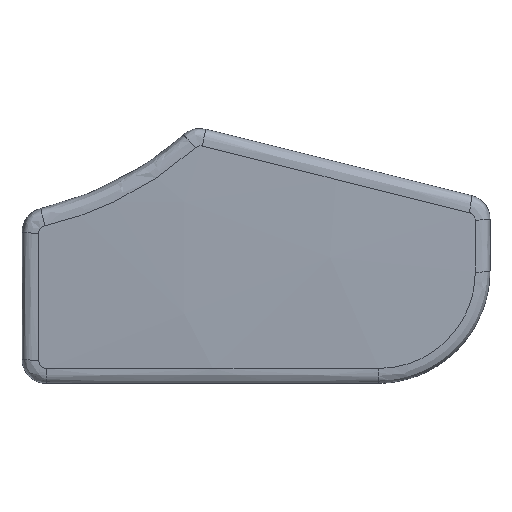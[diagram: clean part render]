
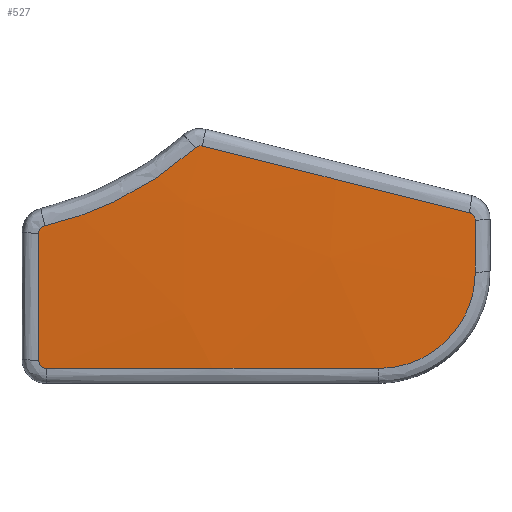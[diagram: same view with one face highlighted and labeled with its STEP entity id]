
A CAD part, top view. The second image highlights one B-rep face of the part: STEP entity #527.
In plain terms, the highlighted spherical face has radius 425 mm.
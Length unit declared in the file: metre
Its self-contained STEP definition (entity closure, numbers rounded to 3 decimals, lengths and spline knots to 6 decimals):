
#30=SPHERICAL_SURFACE('',#592,0.425);
#52=B_SPLINE_CURVE_WITH_KNOTS('',3,(#862,#863,#864,#865),.UNSPECIFIED.,
 .F.,.F.,(4,4),(0.,1.),.UNSPECIFIED.);
#53=B_SPLINE_CURVE_WITH_KNOTS('',3,(#868,#869,#870,#871),.UNSPECIFIED.,
 .F.,.F.,(4,4),(0.,1.),.UNSPECIFIED.);
#54=B_SPLINE_CURVE_WITH_KNOTS('',3,(#873,#874,#875,#876),.UNSPECIFIED.,
 .F.,.F.,(4,4),(0.,1.),.UNSPECIFIED.);
#55=B_SPLINE_CURVE_WITH_KNOTS('',3,(#878,#879,#880,#881,#882,#883),
 .UNSPECIFIED.,.F.,.F.,(4,1,1,4),(0.,0.25,0.5,1.),.UNSPECIFIED.);
#56=B_SPLINE_CURVE_WITH_KNOTS('',3,(#885,#886,#887,#888),.UNSPECIFIED.,
 .F.,.F.,(4,4),(0.,1.),.UNSPECIFIED.);
#57=B_SPLINE_CURVE_WITH_KNOTS('',3,(#890,#891,#892,#893),.UNSPECIFIED.,
 .F.,.F.,(4,4),(0.,1.),.UNSPECIFIED.);
#58=B_SPLINE_CURVE_WITH_KNOTS('',3,(#895,#896,#897,#898),.UNSPECIFIED.,
 .F.,.F.,(4,4),(0.,1.),.UNSPECIFIED.);
#59=B_SPLINE_CURVE_WITH_KNOTS('',3,(#900,#901,#902,#903),.UNSPECIFIED.,
 .F.,.F.,(4,4),(0.,1.),.UNSPECIFIED.);
#60=B_SPLINE_CURVE_WITH_KNOTS('',3,(#905,#906,#907,#908,#909,#910,#911),
 .UNSPECIFIED.,.F.,.F.,(4,1,1,1,4),(0.,0.25,0.5,0.75,1.),.UNSPECIFIED.);
#61=B_SPLINE_CURVE_WITH_KNOTS('',3,(#913,#914,#915,#916),.UNSPECIFIED.,
 .F.,.F.,(4,4),(0.,1.),.UNSPECIFIED.);
#142=ORIENTED_EDGE('',*,*,#284,.T.);
#143=ORIENTED_EDGE('',*,*,#285,.T.);
#144=ORIENTED_EDGE('',*,*,#286,.T.);
#145=ORIENTED_EDGE('',*,*,#287,.T.);
#146=ORIENTED_EDGE('',*,*,#288,.T.);
#147=ORIENTED_EDGE('',*,*,#289,.T.);
#148=ORIENTED_EDGE('',*,*,#290,.T.);
#149=ORIENTED_EDGE('',*,*,#291,.T.);
#150=ORIENTED_EDGE('',*,*,#292,.T.);
#151=ORIENTED_EDGE('',*,*,#293,.T.);
#284=EDGE_CURVE('',#350,#351,#52,.T.);
#285=EDGE_CURVE('',#351,#352,#53,.T.);
#286=EDGE_CURVE('',#352,#353,#54,.T.);
#287=EDGE_CURVE('',#353,#354,#55,.T.);
#288=EDGE_CURVE('',#354,#355,#56,.T.);
#289=EDGE_CURVE('',#355,#356,#57,.T.);
#290=EDGE_CURVE('',#356,#357,#58,.T.);
#291=EDGE_CURVE('',#357,#358,#59,.T.);
#292=EDGE_CURVE('',#358,#359,#60,.T.);
#293=EDGE_CURVE('',#359,#350,#61,.T.);
#350=VERTEX_POINT('',#866);
#351=VERTEX_POINT('',#867);
#352=VERTEX_POINT('',#872);
#353=VERTEX_POINT('',#877);
#354=VERTEX_POINT('',#884);
#355=VERTEX_POINT('',#889);
#356=VERTEX_POINT('',#894);
#357=VERTEX_POINT('',#899);
#358=VERTEX_POINT('',#904);
#359=VERTEX_POINT('',#912);
#433=EDGE_LOOP('',(#142,#143,#144,#145,#146,#147,#148,#149,#150,#151));
#477=FACE_BOUND('',#433,.T.);
#527=ADVANCED_FACE('',(#477),#30,.T.);
#592=AXIS2_PLACEMENT_3D('',#861,#683,#684);
#683=DIRECTION('',(1.,0.,0.));
#684=DIRECTION('',(0.,0.,1.));
#861=CARTESIAN_POINT('',(0.038795,-0.00334,-0.386461));
#862=CARTESIAN_POINT('',(0.083959,-0.032767,0.035107));
#863=CARTESIAN_POINT('',(0.083959,-0.032445,0.035129));
#864=CARTESIAN_POINT('',(0.08374,-0.032164,0.035172));
#865=CARTESIAN_POINT('',(0.083427,-0.032086,0.03521));
#866=CARTESIAN_POINT('',(0.083959,-0.032767,0.035107));
#867=CARTESIAN_POINT('',(0.083427,-0.032086,0.03521));
#868=CARTESIAN_POINT('',(0.083427,-0.032086,0.03521));
#869=CARTESIAN_POINT('',(0.075879,-0.030204,0.036138));
#870=CARTESIAN_POINT('',(0.067814,-0.028193,0.036911));
#871=CARTESIAN_POINT('',(0.059239,-0.026055,0.037439));
#872=CARTESIAN_POINT('',(0.059239,-0.026055,0.037439));
#873=CARTESIAN_POINT('',(0.059239,-0.026055,0.037439));
#874=CARTESIAN_POINT('',(0.059016,-0.025999,0.037453));
#875=CARTESIAN_POINT('',(0.058772,-0.02606,0.037461));
#876=CARTESIAN_POINT('',(0.0586,-0.026214,0.037461));
#877=CARTESIAN_POINT('',(0.0586,-0.026214,0.037461));
#878=CARTESIAN_POINT('',(0.0586,-0.026214,0.037461));
#879=CARTESIAN_POINT('',(0.05763,-0.027083,0.037459));
#880=CARTESIAN_POINT('',(0.0556,-0.028685,0.037456));
#881=CARTESIAN_POINT('',(0.051113,-0.031374,0.037449));
#882=CARTESIAN_POINT('',(0.047495,-0.032699,0.037443));
#883=CARTESIAN_POINT('',(0.044965,-0.03328,0.037438));
#884=CARTESIAN_POINT('',(0.044965,-0.03328,0.037438));
#885=CARTESIAN_POINT('',(0.044965,-0.03328,0.037438));
#886=CARTESIAN_POINT('',(0.044646,-0.033353,0.037438));
#887=CARTESIAN_POINT('',(0.04442,-0.033637,0.037421));
#888=CARTESIAN_POINT('',(0.04442,-0.033964,0.037397));
#889=CARTESIAN_POINT('',(0.04442,-0.033964,0.037397));
#890=CARTESIAN_POINT('',(0.04442,-0.033964,0.037397));
#891=CARTESIAN_POINT('',(0.04442,-0.03781,0.037119));
#892=CARTESIAN_POINT('',(0.04442,-0.041652,0.036789));
#893=CARTESIAN_POINT('',(0.04442,-0.045489,0.036407));
#894=CARTESIAN_POINT('',(0.04442,-0.045489,0.036407));
#895=CARTESIAN_POINT('',(0.04442,-0.045489,0.036407));
#896=CARTESIAN_POINT('',(0.04442,-0.045876,0.036368));
#897=CARTESIAN_POINT('',(0.044734,-0.046191,0.036332));
#898=CARTESIAN_POINT('',(0.045122,-0.046191,0.036326));
#899=CARTESIAN_POINT('',(0.045122,-0.046191,0.036326));
#900=CARTESIAN_POINT('',(0.045122,-0.046191,0.036326));
#901=CARTESIAN_POINT('',(0.055202,-0.046191,0.036175));
#902=CARTESIAN_POINT('',(0.065245,-0.046191,0.035664));
#903=CARTESIAN_POINT('',(0.075229,-0.046191,0.034801));
#904=CARTESIAN_POINT('',(0.075229,-0.046191,0.034801));
#905=CARTESIAN_POINT('',(0.075229,-0.046191,0.034801));
#906=CARTESIAN_POINT('',(0.076386,-0.046191,0.034701));
#907=CARTESIAN_POINT('',(0.078656,-0.045734,0.034541));
#908=CARTESIAN_POINT('',(0.081565,-0.043795,0.034447));
#909=CARTESIAN_POINT('',(0.083506,-0.04088,0.034515));
#910=CARTESIAN_POINT('',(0.083959,-0.038614,0.034659));
#911=CARTESIAN_POINT('',(0.083959,-0.03746,0.034753));
#912=CARTESIAN_POINT('',(0.083959,-0.03746,0.034753));
#913=CARTESIAN_POINT('',(0.083959,-0.03746,0.034753));
#914=CARTESIAN_POINT('',(0.083959,-0.035897,0.03488));
#915=CARTESIAN_POINT('',(0.083959,-0.034332,0.034998));
#916=CARTESIAN_POINT('',(0.083959,-0.032767,0.035107));
